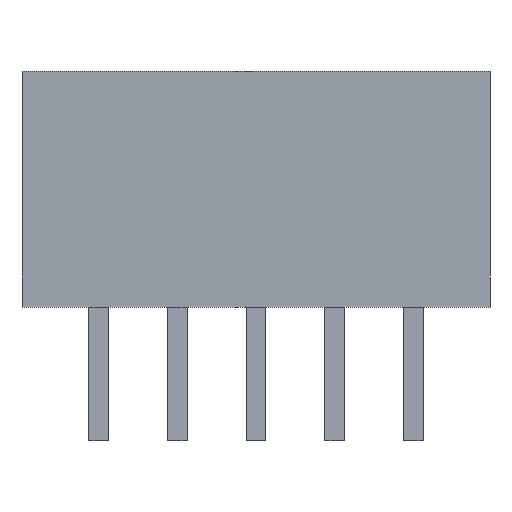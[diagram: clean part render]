
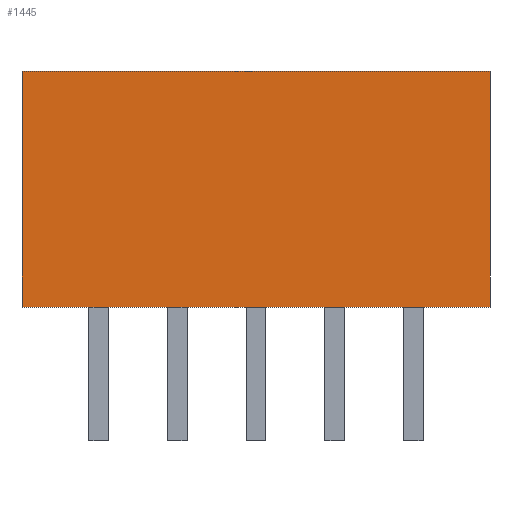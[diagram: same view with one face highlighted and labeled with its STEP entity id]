
A CAD part, front view. The second image highlights one B-rep face of the part: STEP entity #1445.
In plain terms, the highlighted planar face has unit normal (0, -1, 0).
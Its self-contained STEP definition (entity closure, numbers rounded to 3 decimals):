
#1406=CARTESIAN_POINT('',(-5.95,-2.8,-0.0));
#1407=VERTEX_POINT('',#1406);
#1408=CARTESIAN_POINT('',(5.95,-2.8,-0.0));
#1409=VERTEX_POINT('',#1408);
#1410=CARTESIAN_POINT('',(0.0,-2.8,-0.0));
#1411=DIRECTION('',(1.0,0.0,0.0));
#1412=VECTOR('',#1411,1.0);
#1413=LINE('',#1410,#1412);
#1414=EDGE_CURVE('n� 597',#1407,#1409,#1413,.T.);
#1415=ORIENTED_EDGE('',*,*,#1414,.T.);
#1416=CARTESIAN_POINT('',(5.95,-2.8,6.0));
#1417=VERTEX_POINT('',#1416);
#1418=CARTESIAN_POINT('',(5.95,-2.8,3.0));
#1419=DIRECTION('',(0.0,-0.0,1.0));
#1420=VECTOR('',#1419,1.0);
#1421=LINE('',#1418,#1420);
#1422=EDGE_CURVE('n� 533',#1409,#1417,#1421,.T.);
#1423=ORIENTED_EDGE('',*,*,#1422,.T.);
#1424=CARTESIAN_POINT('',(-5.95,-2.8,6.0));
#1425=VERTEX_POINT('',#1424);
#1426=CARTESIAN_POINT('',(0.0,-2.8,6.0));
#1427=DIRECTION('',(-1.0,0.0,0.0));
#1428=VECTOR('',#1427,1.0);
#1429=LINE('',#1426,#1428);
#1430=EDGE_CURVE('n� 804',#1417,#1425,#1429,.T.);
#1431=ORIENTED_EDGE('',*,*,#1430,.T.);
#1432=CARTESIAN_POINT('',(-5.95,-2.8,3.0));
#1433=DIRECTION('',(0.0,-0.0,1.0));
#1434=VECTOR('',#1433,1.0);
#1435=LINE('',#1432,#1434);
#1436=EDGE_CURVE('n� 681',#1407,#1425,#1435,.T.);
#1437=ORIENTED_EDGE('',*,*,#1436,.F.);
#1438=EDGE_LOOP('',(#1415,#1423,#1431,#1437));
#1439=FACE_OUTER_BOUND('',#1438,.T.);
#1440=CARTESIAN_POINT('',(5.95,-2.8,-0.0));
#1441=DIRECTION('',(0.0,1.0,0.0));
#1442=DIRECTION('',(-1.0,-0.0,0.0));
#1443=AXIS2_PLACEMENT_3D('',#1440,#1441,#1442);
#1444=PLANE('',#1443);
#1445=ADVANCED_FACE('n� 1068',(#1439),#1444,.F.);
